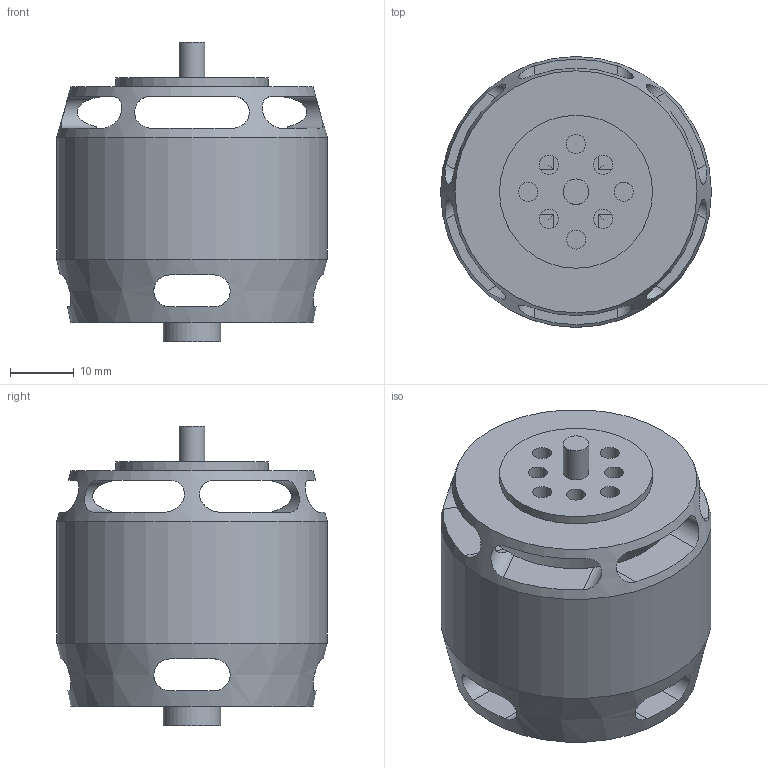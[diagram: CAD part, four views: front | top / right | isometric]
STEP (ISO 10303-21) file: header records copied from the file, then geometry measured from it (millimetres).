
FILE_DESCRIPTION(/* description */ (''),/* implementation_level */ '2;1');
FILE_NAME(/* name */ 'T-MOTOR_U5 .step',/* time_stamp */ '2019-07-12T15:57:19+09:00',/* author */ (''),/* organization */ (''),/* preprocessor_version */ 'ST-DEVELOPER v18',/* originating_system */ 'Autodesk Translation Framework v8.2.0.1029',/* authorisation */ '');
FILE_SCHEMA (('AUTOMOTIVE_DESIGN { 1 0 10303 214 3 1 1 }'));
Length unit declared in the file: millimetre
Products named in the file (1): T-motor U5
Bounding box: 42.5 x 42.5 x 47.04 mm (x, y, z)
Volume: 24400.9 mm3; surface area: 12771.1 mm2
Topology: 1 solids, 1 shells, 60 faces, 205 edges, 141 vertices
Faces by surface type: cylinder 37, plane 21, cone 2
Full cylindrical faces by diameter (mm): 3 x12, 4 x1, 9 x1, 24 x1, 30 x1, 42.5 x1
Entity records: 2808 total; most frequent: CARTESIAN_POINT 905, ORIENTED_EDGE 410, DIRECTION 368, EDGE_CURVE 205, AXIS2_PLACEMENT_3D 150, VERTEX_POINT 141, EDGE_LOOP 96, CIRCLE 79
